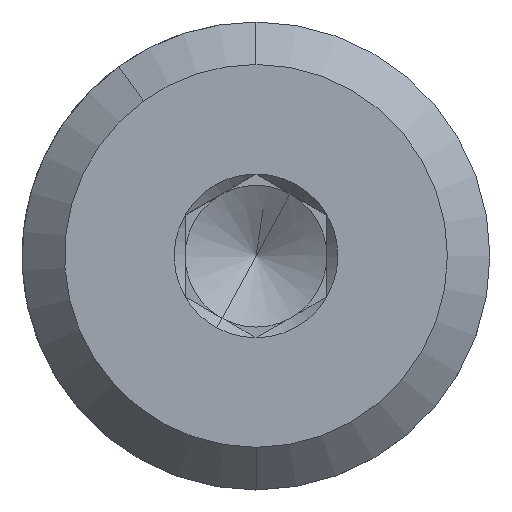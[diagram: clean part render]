
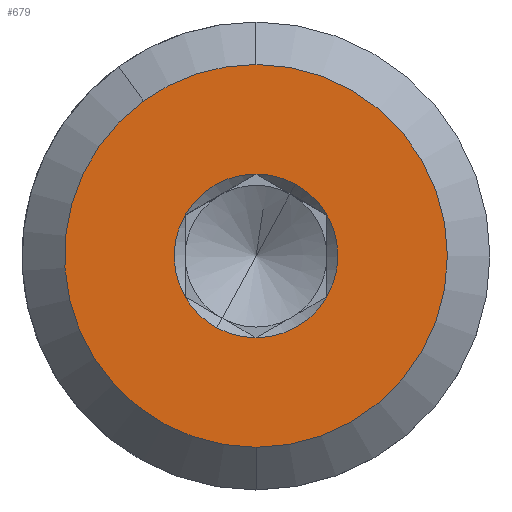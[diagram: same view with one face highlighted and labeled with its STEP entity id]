
A CAD part, top view. The second image highlights one B-rep face of the part: STEP entity #679.
In plain terms, the highlighted planar face has unit normal (0, 0, 1).
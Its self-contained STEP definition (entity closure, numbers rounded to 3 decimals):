
#380=AXIS2_PLACEMENT_3D('Circle Axis2P3D',#378,#379,$) ;
#453=AXIS2_PLACEMENT_3D('Circle Axis2P3D',#451,#452,$) ;
#476=AXIS2_PLACEMENT_3D('Circle Axis2P3D',#474,#475,$) ;
#581=AXIS2_PLACEMENT_3D('Circle Axis2P3D',#579,#580,$) ;
#592=AXIS2_PLACEMENT_3D('Plane Axis2P3D',#589,#590,#591) ;
#596=AXIS2_PLACEMENT_3D('Circle Axis2P3D',#594,#595,$) ;
#605=AXIS2_PLACEMENT_3D('Circle Axis2P3D',#603,#604,$) ;
#612=AXIS2_PLACEMENT_3D('Circle Axis2P3D',#610,#611,$) ;
#192=CARTESIAN_POINT('Vertex',(11.5,13.613,21.5)) ;
#206=CARTESIAN_POINT('Vertex',(11.5,19.387,21.5)) ;
#237=CARTESIAN_POINT('Vertex',(16.5,10.726,21.5)) ;
#351=CARTESIAN_POINT('Vertex',(16.5,22.274,21.5)) ;
#378=CARTESIAN_POINT('Axis2P3D Location',(16.5,16.5,21.5)) ;
#397=CARTESIAN_POINT('Vertex',(21.5,13.613,21.5)) ;
#451=CARTESIAN_POINT('Axis2P3D Location',(16.5,16.5,21.5)) ;
#455=CARTESIAN_POINT('Vertex',(13.732,11.433,21.5)) ;
#474=CARTESIAN_POINT('Axis2P3D Location',(16.5,16.5,21.5)) ;
#546=CARTESIAN_POINT('Vertex',(21.5,19.387,21.5)) ;
#579=CARTESIAN_POINT('Axis2P3D Location',(16.5,16.5,21.5)) ;
#589=CARTESIAN_POINT('Axis2P3D Location',(16.5,16.5,21.5)) ;
#594=CARTESIAN_POINT('Axis2P3D Location',(16.5,16.5,21.5)) ;
#598=CARTESIAN_POINT('Vertex',(8.565,27.422,21.5)) ;
#600=CARTESIAN_POINT('Vertex',(16.5,30.,21.5)) ;
#603=CARTESIAN_POINT('Axis2P3D Location',(16.5,16.5,21.5)) ;
#607=CARTESIAN_POINT('Vertex',(16.5,3.,21.5)) ;
#610=CARTESIAN_POINT('Axis2P3D Location',(16.5,16.5,21.5)) ;
#621=CARTESIAN_POINT('Control Point',(19.268,21.567,21.5)) ;
#622=CARTESIAN_POINT('Control Point',(18.761,21.844,21.5)) ;
#623=CARTESIAN_POINT('Control Point',(18.22,22.057,21.5)) ;
#624=CARTESIAN_POINT('Control Point',(17.655,22.201,21.5)) ;
#625=CARTESIAN_POINT('Control Point',(17.077,22.274,21.5)) ;
#626=CARTESIAN_POINT('Control Point',(16.5,22.274,21.5)) ;
#627=CARTESIAN_POINT('Vertex',(19.268,21.567,21.5)) ;
#631=CARTESIAN_POINT('Control Point',(21.5,19.387,21.5)) ;
#632=CARTESIAN_POINT('Control Point',(21.206,19.896,21.5)) ;
#633=CARTESIAN_POINT('Control Point',(20.846,20.369,21.5)) ;
#634=CARTESIAN_POINT('Control Point',(20.429,20.792,21.5)) ;
#635=CARTESIAN_POINT('Control Point',(19.927,21.185,21.5)) ;
#636=CARTESIAN_POINT('Control Point',(19.381,21.503,21.5)) ;
#637=CARTESIAN_POINT('Control Point',(19.344,21.525,21.5)) ;
#638=CARTESIAN_POINT('Control Point',(19.306,21.546,21.5)) ;
#639=CARTESIAN_POINT('Control Point',(19.268,21.567,21.5)) ;
#642=CARTESIAN_POINT('Control Point',(21.5,13.613,21.5)) ;
#643=CARTESIAN_POINT('Control Point',(21.794,14.123,21.5)) ;
#644=CARTESIAN_POINT('Control Point',(22.024,14.67,21.5)) ;
#645=CARTESIAN_POINT('Control Point',(22.182,15.244,21.5)) ;
#646=CARTESIAN_POINT('Control Point',(22.348,16.419,21.5)) ;
#647=CARTESIAN_POINT('Control Point',(22.214,17.598,21.5)) ;
#648=CARTESIAN_POINT('Control Point',(22.072,18.176,21.5)) ;
#649=CARTESIAN_POINT('Control Point',(21.847,18.759,21.5)) ;
#650=CARTESIAN_POINT('Control Point',(21.548,19.303,21.5)) ;
#651=CARTESIAN_POINT('Control Point',(21.532,19.331,21.5)) ;
#652=CARTESIAN_POINT('Control Point',(21.516,19.359,21.5)) ;
#653=CARTESIAN_POINT('Control Point',(21.5,19.387,21.5)) ;
#656=CARTESIAN_POINT('Control Point',(16.5,10.726,21.5)) ;
#657=CARTESIAN_POINT('Control Point',(17.089,10.726,21.5)) ;
#658=CARTESIAN_POINT('Control Point',(17.677,10.801,21.5)) ;
#659=CARTESIAN_POINT('Control Point',(18.253,10.952,21.5)) ;
#660=CARTESIAN_POINT('Control Point',(19.354,11.395,21.5)) ;
#661=CARTESIAN_POINT('Control Point',(20.308,12.1,21.5)) ;
#662=CARTESIAN_POINT('Control Point',(20.737,12.512,21.5)) ;
#663=CARTESIAN_POINT('Control Point',(21.13,12.999,21.5)) ;
#664=CARTESIAN_POINT('Control Point',(21.451,13.53,21.5)) ;
#665=CARTESIAN_POINT('Control Point',(21.468,13.558,21.5)) ;
#666=CARTESIAN_POINT('Control Point',(21.484,13.585,21.5)) ;
#667=CARTESIAN_POINT('Control Point',(21.5,13.613,21.5)) ;
#379=DIRECTION('Axis2P3D Direction',(0.,0.,1.)) ;
#452=DIRECTION('Axis2P3D Direction',(0.,0.,1.)) ;
#475=DIRECTION('Axis2P3D Direction',(0.,0.,1.)) ;
#580=DIRECTION('Axis2P3D Direction',(0.,0.,1.)) ;
#590=DIRECTION('Axis2P3D Direction',(0.,0.,-1.)) ;
#591=DIRECTION('Axis2P3D XDirection',(0.,1.,0.)) ;
#595=DIRECTION('Axis2P3D Direction',(0.,0.,-1.)) ;
#604=DIRECTION('Axis2P3D Direction',(0.,0.,-1.)) ;
#611=DIRECTION('Axis2P3D Direction',(0.,0.,-1.)) ;
#616=ORIENTED_EDGE('',*,*,#602,.F.) ;
#617=ORIENTED_EDGE('',*,*,#609,.F.) ;
#618=ORIENTED_EDGE('',*,*,#614,.F.) ;
#670=ORIENTED_EDGE('',*,*,#629,.T.) ;
#671=ORIENTED_EDGE('',*,*,#640,.T.) ;
#672=ORIENTED_EDGE('',*,*,#654,.T.) ;
#673=ORIENTED_EDGE('',*,*,#668,.T.) ;
#674=ORIENTED_EDGE('',*,*,#478,.T.) ;
#675=ORIENTED_EDGE('',*,*,#457,.T.) ;
#676=ORIENTED_EDGE('',*,*,#382,.T.) ;
#677=ORIENTED_EDGE('',*,*,#583,.T.) ;
#678=FACE_BOUND('',#669,.T.) ;
#679=ADVANCED_FACE('Stopper Plug_M25.1\\Koerper.2',(#619,#678),#593,.F.) ;
#620=B_SPLINE_CURVE_WITH_KNOTS('',5,(#621,#622,#623,#624,#625,#626),.UNSPECIFIED.,.F.,.U.,(6,6),(0.,4.082),.UNSPECIFIED.) ;
#630=B_SPLINE_CURVE_WITH_KNOTS('',5,(#631,#632,#633,#634,#635,#636,#637,#638,#639),.UNSPECIFIED.,.F.,.U.,(6,3,6),(0.,4.162,4.468),.UNSPECIFIED.) ;
#641=B_SPLINE_CURVE_WITH_KNOTS('',5,(#642,#643,#644,#645,#646,#647,#648,#649,#650,#651,#652,#653),.UNSPECIFIED.,.F.,.U.,(6,3,3,6),(0.,4.162,8.323,8.55),.UNSPECIFIED.) ;
#655=B_SPLINE_CURVE_WITH_KNOTS('',5,(#656,#657,#658,#659,#660,#661,#662,#663,#664,#665,#666,#667),.UNSPECIFIED.,.F.,.U.,(6,3,3,6),(0.,4.162,8.323,8.55),.UNSPECIFIED.) ;
#381=CIRCLE('generated circle',#380,5.774) ;
#454=CIRCLE('generated circle',#453,5.774) ;
#477=CIRCLE('generated circle',#476,5.774) ;
#582=CIRCLE('generated circle',#581,5.774) ;
#597=CIRCLE('generated circle',#596,13.5) ;
#606=CIRCLE('generated circle',#605,13.5) ;
#613=CIRCLE('generated circle',#612,13.5) ;
#382=EDGE_CURVE('',#193,#207,#381,.F.) ;
#457=EDGE_CURVE('',#456,#193,#454,.F.) ;
#478=EDGE_CURVE('',#238,#456,#477,.F.) ;
#583=EDGE_CURVE('',#207,#352,#582,.F.) ;
#602=EDGE_CURVE('',#599,#601,#597,.T.) ;
#609=EDGE_CURVE('',#608,#599,#606,.T.) ;
#614=EDGE_CURVE('',#601,#608,#613,.T.) ;
#629=EDGE_CURVE('',#352,#628,#620,.F.) ;
#640=EDGE_CURVE('',#628,#547,#630,.F.) ;
#654=EDGE_CURVE('',#547,#398,#641,.F.) ;
#668=EDGE_CURVE('',#398,#238,#655,.F.) ;
#615=EDGE_LOOP('',(#616,#617,#618)) ;
#669=EDGE_LOOP('',(#670,#671,#672,#673,#674,#675,#676,#677)) ;
#619=FACE_OUTER_BOUND('',#615,.T.) ;
#593=PLANE('',#592) ;
#193=VERTEX_POINT('',#192) ;
#207=VERTEX_POINT('',#206) ;
#238=VERTEX_POINT('',#237) ;
#352=VERTEX_POINT('',#351) ;
#398=VERTEX_POINT('',#397) ;
#456=VERTEX_POINT('',#455) ;
#547=VERTEX_POINT('',#546) ;
#599=VERTEX_POINT('',#598) ;
#601=VERTEX_POINT('',#600) ;
#608=VERTEX_POINT('',#607) ;
#628=VERTEX_POINT('',#627) ;
